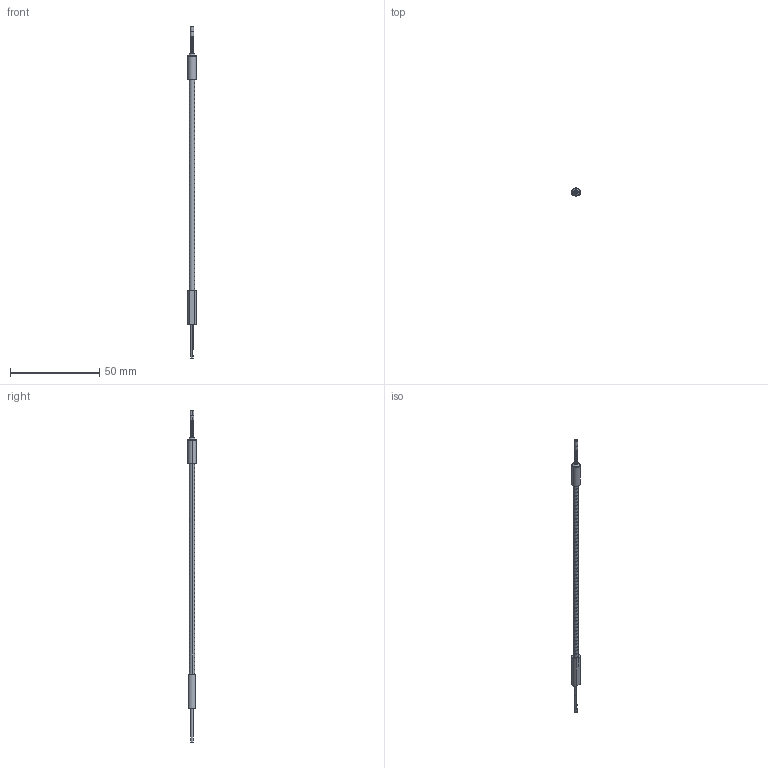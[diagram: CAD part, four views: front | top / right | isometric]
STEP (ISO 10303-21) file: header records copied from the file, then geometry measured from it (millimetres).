
FILE_DESCRIPTION((''),'2;1');
FILE_NAME('188696_ASM','2016-01-12T',('pdmadmin'),(''),'PRO/ENGINEER BY PARAMETRIC TECHNOLOGY CORPORATION, 2013230','PRO/ENGINEER BY PARAMETRIC TECHNOLOGY CORPORATION, 2013230','');
FILE_SCHEMA(('CONFIG_CONTROL_DESIGN'));
Length unit declared in the file: millimetre
Products named in the file (8): 142378_AF0; 58193_AF0; 110533_AF0; 110532_AF0; 34647_AF0; FIBER_CORE_1MM_45_DEG_AF0; 81873_ASM; 188696_ASM
Assembly tree (7 placements, depth 3):
  188696_ASM
    81873_ASM
      142378_AF0
      58193_AF0
      110533_AF0
      110532_AF0
      34647_AF0
      FIBER_CORE_1MM_45_DEG_AF0
Bounding box: 4.94 x 4.6 x 185.95 mm (x, y, z)
Volume: 847.8 mm3; surface area: 5634.3 mm2
Topology: 7 solids, 8 shells, 524 faces, 1052 edges, 540 vertices
Faces by surface type: torus 200, cone 138, cylinder 100, bspline 66, plane 20
Entity records: 25739 total; most frequent: CARTESIAN_POINT 14642, DIRECTION 2612, ORIENTED_EDGE 2100, AXIS2_PLACEMENT_3D 1149, EDGE_CURVE 1052, CIRCLE 668, VERTEX_POINT 540, EDGE_LOOP 532
